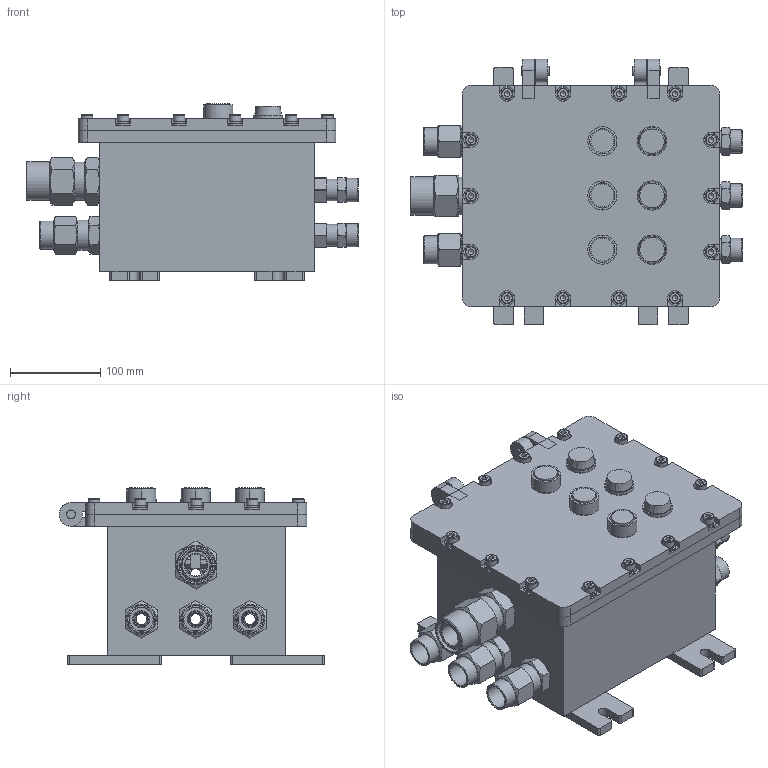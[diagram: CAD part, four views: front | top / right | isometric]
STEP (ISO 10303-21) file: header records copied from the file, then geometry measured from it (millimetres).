
FILE_DESCRIPTION(('STEP AP214'), '1');
FILE_NAME('ÏÂÊ ÌÊ òèï Â', '2016-07-22T10:03:45', (' '), (' '), 'ASCON STEP Converter 1.3', 'ASCON Math Kernel', '');
FILE_SCHEMA(('AUTOMOTIVE_DESIGN { 1 0 10303 214 3 1 1}'));
Length unit declared in the file: millimetre
Products named in the file (35): 144; 145; 146; 147; 148; 149; 150; 151; 152; 153; 154; 155; 156; 157; 158; 159; 160; 161; 162; 163; 164; 165; 166; 167; 168; 169; 170; 171; 172; 173; 174; 175; 176; 177; 178
Assembly tree (90 placements, depth 3):
  144
    145
    146
    147  x4
    148  x4
    149
    150  x3
      151
      152
    153  x3
      154
      155
      156
    157  x3
      158
      159
      160
      161
      162
      163
    164
      165
      166
      167
      168
    169  x6
      170
      171
      172
      173
      174
      175
    176  x14
    177  x14
    178  x14
Bounding box: 367.49 x 293.98 x 195.74 mm (x, y, z)
Volume: 4240591.6 mm3; surface area: 998402.7 mm2
Topology: 134 solids, 134 shells, 1685 faces, 3776 edges, 2430 vertices
Faces by surface type: plane 846, cylinder 498, cone 311, torus 28, bspline 2
Full cylindrical faces by diameter (mm): 6.8 x14, 8 x14, 9 x28, 10 x6, 12 x24, 13 x14, 14.5 x6, 16 x14, 17 x3, 18 x21, 18.5 x6, 18.7 x6, 19 x12, 20.96 x6, 22 x6, 22.5 x6, 23 x3, 23.5 x3, 24 x13, 24.5 x3, 25 x2, 26 x9, 26.44 x3, 28 x6, 30 x3, 30.28 x3, 30.3 x1, 31 x3, 32 x1, 32.7 x1
Entity records: 22588 total; most frequent: CARTESIAN_POINT 6543, DIRECTION 2799, ORIENTED_EDGE 2478, EDGE_CURVE 1239, AXIS2_PLACEMENT_3D 1072, VERTEX_POINT 806, EDGE_LOOP 691, LINE 655
